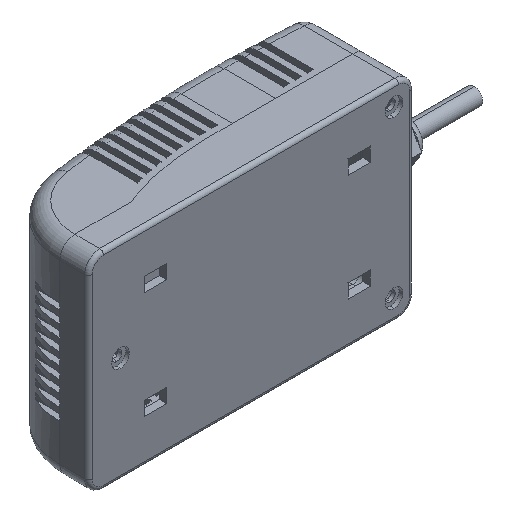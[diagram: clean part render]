
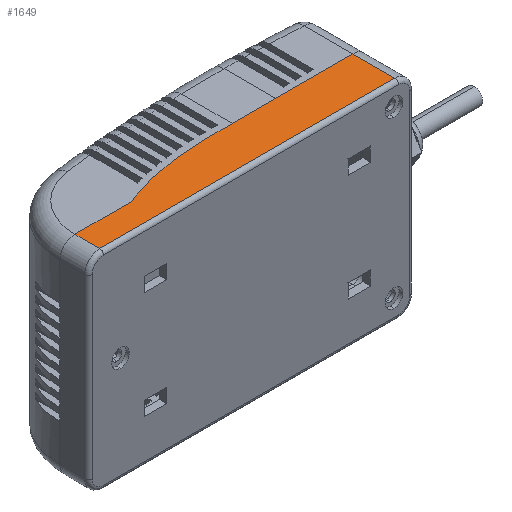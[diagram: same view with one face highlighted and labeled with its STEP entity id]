
A CAD part, isometric view. The second image highlights one B-rep face of the part: STEP entity #1649.
In plain terms, the highlighted planar face has unit normal (0, 0, 1).
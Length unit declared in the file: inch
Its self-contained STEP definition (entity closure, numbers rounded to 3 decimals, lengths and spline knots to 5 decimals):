
#823 = CARTESIAN_POINT ( 'NONE',  ( -2.16535, 1.49606, 1.37795 ) ) ;
#1344 = CIRCLE ( 'NONE', #8761, 3.4428 ) ;
#1501 = DIRECTION ( 'NONE',  ( -1., 0., 0. ) ) ;
#1573 = LINE ( 'NONE', #8626, #4937 ) ;
#1649 = ADVANCED_FACE ( 'NONE', ( #1839 ), #3882, .F. ) ;
#1839 = FACE_OUTER_BOUND ( 'NONE', #2034, .T. ) ;
#2034 = EDGE_LOOP ( 'NONE', ( #3104, #9702, #3164, #11197, #8376, #7103, #13142, #10473 ) ) ;
#2236 = EDGE_CURVE ( 'NONE', #7977, #12444, #2414, .T. ) ;
#2414 = LINE ( 'NONE', #3234, #10508 ) ;
#2528 = DIRECTION ( 'NONE',  ( -1., 0., 0. ) ) ;
#2572 = EDGE_CURVE ( 'NONE', #4106, #7977, #10603, .T. ) ;
#2724 = EDGE_CURVE ( 'NONE', #10292, #2978, #1573, .T. ) ;
#2754 = LINE ( 'NONE', #9044, #9409 ) ;
#2978 = VERTEX_POINT ( 'NONE', #4362 ) ;
#3042 = LINE ( 'NONE', #9403, #5781 ) ;
#3104 = ORIENTED_EDGE ( 'NONE', *, *, #5490, .T. ) ;
#3128 = CARTESIAN_POINT ( 'NONE',  ( 1.96535, 0.60971, 1.37795 ) ) ;
#3164 = ORIENTED_EDGE ( 'NONE', *, *, #12640, .T. ) ;
#3234 = CARTESIAN_POINT ( 'NONE',  ( 1.96535, 1.49606, 1.37795 ) ) ;
#3333 = DIRECTION ( 'NONE',  ( -1., 0., 0. ) ) ;
#3365 = VERTEX_POINT ( 'NONE', #12775 ) ;
#3882 = PLANE ( 'NONE',  #5042 ) ;
#3934 = VERTEX_POINT ( 'NONE', #4702 ) ;
#4048 = DIRECTION ( 'NONE',  ( 0., -1., 0. ) ) ;
#4106 = VERTEX_POINT ( 'NONE', #12171 ) ;
#4346 = DIRECTION ( 'NONE',  ( 0., 1., 0. ) ) ;
#4362 = CARTESIAN_POINT ( 'NONE',  ( -1.96535, 0.38065, 1.37795 ) ) ;
#4702 = CARTESIAN_POINT ( 'NONE',  ( 0.36024, 0.60971, 1.37795 ) ) ;
#4937 = VECTOR ( 'NONE', #2528, 39.37008 ) ;
#4988 = DIRECTION ( 'NONE',  ( 0., 0., -1. ) ) ;
#5042 = AXIS2_PLACEMENT_3D ( 'NONE', #823, #4988, #9141 ) ;
#5086 = EDGE_CURVE ( 'NONE', #12558, #3934, #2754, .T. ) ;
#5137 = DIRECTION ( 'NONE',  ( 1., 0., 0. ) ) ;
#5490 = EDGE_CURVE ( 'NONE', #3365, #10292, #1344, .T. ) ;
#5781 = VECTOR ( 'NONE', #8413, 39.37008 ) ;
#6032 = LINE ( 'NONE', #9165, #8830 ) ;
#6963 = CARTESIAN_POINT ( 'NONE',  ( -1.2285, 0.38065, 1.37795 ) ) ;
#7024 = CARTESIAN_POINT ( 'NONE',  ( -2.16535, 0.60971, 1.37795 ) ) ;
#7103 = ORIENTED_EDGE ( 'NONE', *, *, #10511, .T. ) ;
#7977 = VERTEX_POINT ( 'NONE', #11764 ) ;
#8376 = ORIENTED_EDGE ( 'NONE', *, *, #2236, .T. ) ;
#8413 = DIRECTION ( 'NONE',  ( -1., 0., 0. ) ) ;
#8618 = CARTESIAN_POINT ( 'NONE',  ( 0.0063, -2.83309, 1.37795 ) ) ;
#8626 = CARTESIAN_POINT ( 'NONE',  ( -2.16535, 0.38065, 1.37795 ) ) ;
#8761 = AXIS2_PLACEMENT_3D ( 'NONE', #8618, #9347, #3333 ) ;
#8830 = VECTOR ( 'NONE', #4048, 39.37008 ) ;
#9044 = CARTESIAN_POINT ( 'NONE',  ( -2.16535, 0.60971, 1.37795 ) ) ;
#9141 = DIRECTION ( 'NONE',  ( -1., 0., 0. ) ) ;
#9165 = CARTESIAN_POINT ( 'NONE',  ( -1.96535, 1.49606, 1.37795 ) ) ;
#9347 = DIRECTION ( 'NONE',  ( 0., 0., 1. ) ) ;
#9403 = CARTESIAN_POINT ( 'NONE',  ( -2.16535, 0.60971, 1.37795 ) ) ;
#9409 = VECTOR ( 'NONE', #13249, 39.37008 ) ;
#9615 = CARTESIAN_POINT ( 'NONE',  ( 0.93898, 0.60971, 1.37795 ) ) ;
#9702 = ORIENTED_EDGE ( 'NONE', *, *, #2724, .T. ) ;
#9816 = LINE ( 'NONE', #7024, #10807 ) ;
#10292 = VERTEX_POINT ( 'NONE', #6963 ) ;
#10453 = CARTESIAN_POINT ( 'NONE',  ( 1.96535, 0.05, 1.37795 ) ) ;
#10473 = ORIENTED_EDGE ( 'NONE', *, *, #13434, .T. ) ;
#10508 = VECTOR ( 'NONE', #4346, 39.37008 ) ;
#10511 = EDGE_CURVE ( 'NONE', #12444, #12558, #9816, .T. ) ;
#10603 = LINE ( 'NONE', #10453, #11398 ) ;
#10807 = VECTOR ( 'NONE', #1501, 39.37008 ) ;
#11197 = ORIENTED_EDGE ( 'NONE', *, *, #2572, .T. ) ;
#11398 = VECTOR ( 'NONE', #5137, 39.37008 ) ;
#11764 = CARTESIAN_POINT ( 'NONE',  ( 1.96535, 0.05, 1.37795 ) ) ;
#12171 = CARTESIAN_POINT ( 'NONE',  ( -1.96535, 0.05, 1.37795 ) ) ;
#12444 = VERTEX_POINT ( 'NONE', #3128 ) ;
#12558 = VERTEX_POINT ( 'NONE', #9615 ) ;
#12640 = EDGE_CURVE ( 'NONE', #2978, #4106, #6032, .T. ) ;
#12775 = CARTESIAN_POINT ( 'NONE',  ( 0.0063, 0.60971, 1.37795 ) ) ;
#13142 = ORIENTED_EDGE ( 'NONE', *, *, #5086, .T. ) ;
#13249 = DIRECTION ( 'NONE',  ( -1., 0., 0. ) ) ;
#13434 = EDGE_CURVE ( 'NONE', #3934, #3365, #3042, .T. ) ;
